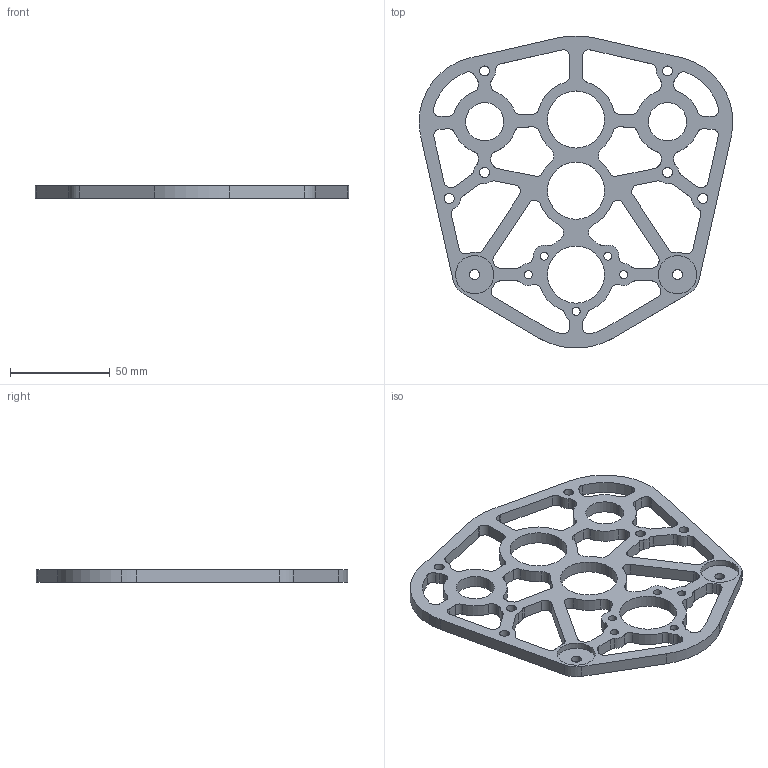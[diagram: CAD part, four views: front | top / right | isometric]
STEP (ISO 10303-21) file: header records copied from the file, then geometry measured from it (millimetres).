
FILE_DESCRIPTION (( 'STEP AP214' ), '1' );
FILE_NAME ('WCP-0249-001 Rev1.STEP', '2019-12-23T21:38:09', ( '' ), ( '' ), 'SwSTEP 2.0', 'SolidWorks 2018', '' );
FILE_SCHEMA (( 'AUTOMOTIVE_DESIGN' ));
Length unit declared in the file: inch
Products named in the file (1): WCP-0249-001 Rev1
Bounding box: 157.06 x 156.14 x 6.1 mm (x, y, z)
Volume: 50074.2 mm3; surface area: 32081.7 mm2
Topology: 1 solids, 1 shells, 261 faces, 771 edges, 514 vertices
Faces by surface type: cylinder 207, plane 54
Entity records: 9237 total; most frequent: DIRECTION 1709, CARTESIAN_POINT 1547, ORIENTED_EDGE 1542, EDGE_CURVE 771, AXIS2_PLACEMENT_3D 676, VERTEX_POINT 514, CIRCLE 414, VECTOR 357
